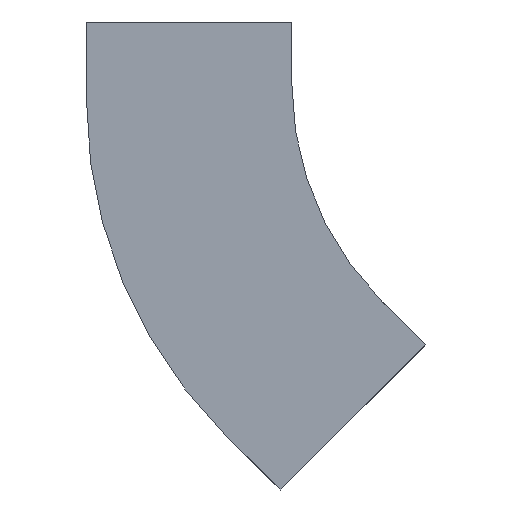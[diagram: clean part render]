
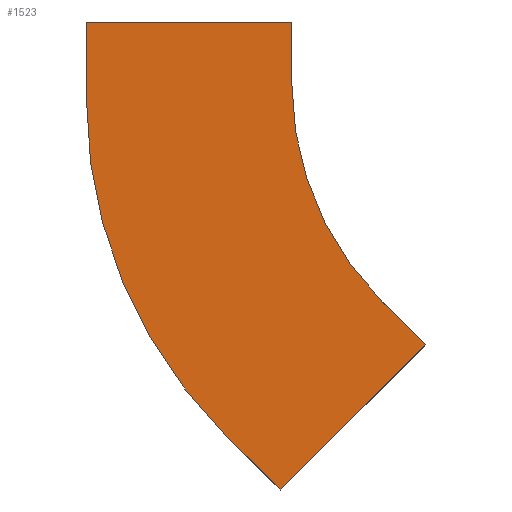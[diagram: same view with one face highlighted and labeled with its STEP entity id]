
A CAD part, front view. The second image highlights one B-rep face of the part: STEP entity #1523.
In plain terms, the highlighted planar face has unit normal (0, -1, 0).
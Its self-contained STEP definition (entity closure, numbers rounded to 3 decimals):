
#70 = CARTESIAN_POINT ( 'NONE',  ( 93.934, 0., -136.066 ) ) ;
#71 = CARTESIAN_POINT ( 'NONE',  ( 50., 0., -30. ) ) ;
#78 = CARTESIAN_POINT ( 'NONE',  ( 44.437, 0., -227.99 ) ) ;
#104 = CARTESIAN_POINT ( 'NONE',  ( 17.365, 0., -200.919 ) ) ;
#148 = EDGE_CURVE ( 'NONE', #350, #408, #1332, .T. ) ;
#154 = EDGE_CURVE ( 'NONE', #416, #350, #1348, .T. ) ;
#165 = EDGE_CURVE ( 'NONE', #415, #416, #1365, .T. ) ;
#168 = EDGE_CURVE ( 'NONE', #372, #415, #1370, .T. ) ;
#183 = EDGE_CURVE ( 'NONE', #357, #372, #1396, .T. ) ;
#187 = EDGE_CURVE ( 'NONE', #365, #357, #1404, .T. ) ;
#202 = AXIS2_PLACEMENT_3D ( 'NONE', #990, #991, #992 ) ;
#232 = AXIS2_PLACEMENT_3D ( 'NONE', #1643, #1644, #1645 ) ;
#281 = AXIS2_PLACEMENT_3D ( 'NONE', #1174, #1180, #1181 ) ;
#350 = VERTEX_POINT ( 'NONE', #1069 ) ;
#357 = VERTEX_POINT ( 'NONE', #1076 ) ;
#365 = VERTEX_POINT ( 'NONE', #1084 ) ;
#372 = VERTEX_POINT ( 'NONE', #1091 ) ;
#392 = VERTEX_POINT ( 'NONE', #104 ) ;
#408 = VERTEX_POINT ( 'NONE', #78 ) ;
#415 = VERTEX_POINT ( 'NONE', #71 ) ;
#416 = VERTEX_POINT ( 'NONE', #70 ) ;
#564 = ORIENTED_EDGE ( 'NONE', *, *, #699, .F. ) ;
#565 = ORIENTED_EDGE ( 'NONE', *, *, #187, .F. ) ;
#566 = ORIENTED_EDGE ( 'NONE', *, *, #183, .F. ) ;
#567 = ORIENTED_EDGE ( 'NONE', *, *, #168, .F. ) ;
#568 = ORIENTED_EDGE ( 'NONE', *, *, #165, .F. ) ;
#569 = ORIENTED_EDGE ( 'NONE', *, *, #154, .F. ) ;
#570 = ORIENTED_EDGE ( 'NONE', *, *, #148, .F. ) ;
#571 = ORIENTED_EDGE ( 'NONE', *, *, #702, .F. ) ;
#699 = EDGE_CURVE ( 'NONE', #392, #365, #792, .T. ) ;
#702 = EDGE_CURVE ( 'NONE', #408, #392, #796, .T. ) ;
#792 = CIRCLE ( 'NONE', #232, 230. ) ;
#796 = LINE ( 'NONE', #1648, #799 ) ;
#799 = VECTOR ( 'NONE', #1649, 1000. ) ;
#883 = FACE_OUTER_BOUND ( 'NONE', #1096, .T. ) ;
#945 = CARTESIAN_POINT ( 'NONE',  ( 44.437, 0., -227.99 ) ) ;
#952 = DIRECTION ( 'NONE',  ( -0.707, 0., -0.707 ) ) ;
#961 = CARTESIAN_POINT ( 'NONE',  ( 115.147, 0., -157.279 ) ) ;
#963 = DIRECTION ( 'NONE',  ( 0.707, 0., -0.707 ) ) ;
#990 = CARTESIAN_POINT ( 'NONE',  ( 200., 0., -30. ) ) ;
#991 = DIRECTION ( 'NONE',  ( 0., -1., 0. ) ) ;
#992 = DIRECTION ( 'NONE',  ( 0., 0., -1. ) ) ;
#995 = CARTESIAN_POINT ( 'NONE',  ( 50., 0., 0. ) ) ;
#997 = DIRECTION ( 'NONE',  ( 0., 0., -1. ) ) ;
#1031 = CARTESIAN_POINT ( 'NONE',  ( -50., 0., 0. ) ) ;
#1032 = DIRECTION ( 'NONE',  ( 1., 0., 0. ) ) ;
#1038 = CARTESIAN_POINT ( 'NONE',  ( -50., 0., 0. ) ) ;
#1039 = DIRECTION ( 'NONE',  ( 0., 0., 1. ) ) ;
#1069 = CARTESIAN_POINT ( 'NONE',  ( 115.147, 0., -157.279 ) ) ;
#1076 = CARTESIAN_POINT ( 'NONE',  ( -50., 0., 0. ) ) ;
#1084 = CARTESIAN_POINT ( 'NONE',  ( -50., 0., -38.284 ) ) ;
#1091 = CARTESIAN_POINT ( 'NONE',  ( 50., 0., 0. ) ) ;
#1096 = EDGE_LOOP ( 'NONE', ( #571, #570, #569, #568, #567, #566, #565, #564 ) ) ;
#1174 = CARTESIAN_POINT ( 'NONE',  ( 180., 0., -38.284 ) ) ;
#1178 = PLANE ( 'NONE',  #281 ) ;
#1180 = DIRECTION ( 'NONE',  ( 0., 1., 0. ) ) ;
#1181 = DIRECTION ( 'NONE',  ( 0., 0., 1. ) ) ;
#1332 = LINE ( 'NONE', #945, #1339 ) ;
#1339 = VECTOR ( 'NONE', #952, 1000. ) ;
#1348 = LINE ( 'NONE', #961, #1351 ) ;
#1351 = VECTOR ( 'NONE', #963, 1000. ) ;
#1365 = CIRCLE ( 'NONE', #202, 150. ) ;
#1370 = LINE ( 'NONE', #995, #1373 ) ;
#1373 = VECTOR ( 'NONE', #997, 1000. ) ;
#1396 = LINE ( 'NONE', #1031, #1399 ) ;
#1399 = VECTOR ( 'NONE', #1032, 1000. ) ;
#1404 = LINE ( 'NONE', #1038, #1407 ) ;
#1407 = VECTOR ( 'NONE', #1039, 1000. ) ;
#1523 = ADVANCED_FACE ( 'NONE', ( #883 ), #1178, .F. ) ;
#1643 = CARTESIAN_POINT ( 'NONE',  ( 180., 0., -38.284 ) ) ;
#1644 = DIRECTION ( 'NONE',  ( 0., 1., 0. ) ) ;
#1645 = DIRECTION ( 'NONE',  ( 0., 0., 1. ) ) ;
#1648 = CARTESIAN_POINT ( 'NONE',  ( 17.365, 0., -200.919 ) ) ;
#1649 = DIRECTION ( 'NONE',  ( -0.707, 0., 0.707 ) ) ;
